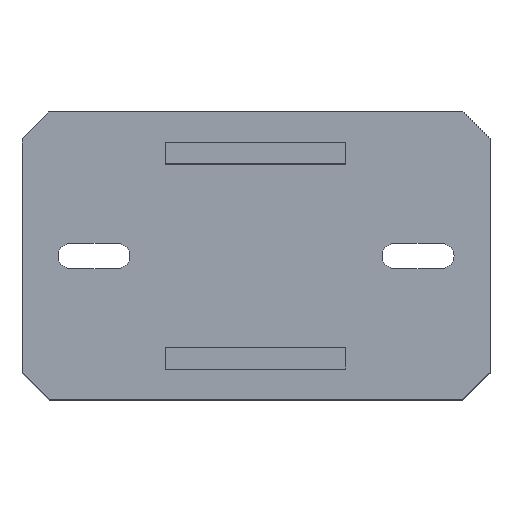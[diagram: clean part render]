
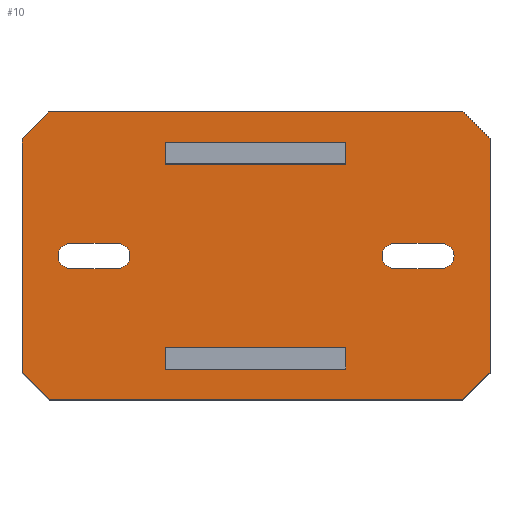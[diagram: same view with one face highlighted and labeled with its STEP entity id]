
A CAD part, top view. The second image highlights one B-rep face of the part: STEP entity #10.
In plain terms, the highlighted planar face has unit normal (0, 0, 1).
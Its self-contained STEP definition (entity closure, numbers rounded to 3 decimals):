
#1 = DIRECTION ( 'NONE',  ( 0.707, -0.707, 0. ) ) ;
#10 = ADVANCED_FACE ( 'NONE', ( #221, #849, #855 ), #444, .T. ) ;
#13 = VECTOR ( 'NONE', #1, 1000. ) ;
#24 = VERTEX_POINT ( 'NONE', #331 ) ;
#31 = CARTESIAN_POINT ( 'NONE',  ( 115., 80., 10. ) ) ;
#48 = DIRECTION ( 'NONE',  ( 1., 0., 0. ) ) ;
#54 = EDGE_CURVE ( 'NONE', #355, #392, #316, .T. ) ;
#75 = EDGE_CURVE ( 'NONE', #392, #308, #748, .T. ) ;
#83 = CARTESIAN_POINT ( 'NONE',  ( 130., 65., 10. ) ) ;
#86 = ORIENTED_EDGE ( 'NONE', *, *, #507, .T. ) ;
#105 = DIRECTION ( 'NONE',  ( -0.707, 0.707, 0. ) ) ;
#108 = DIRECTION ( 'NONE',  ( 1., 0., 0. ) ) ;
#120 = CARTESIAN_POINT ( 'NONE',  ( -77., -7., 10. ) ) ;
#133 = ORIENTED_EDGE ( 'NONE', *, *, #926, .T. ) ;
#138 = AXIS2_PLACEMENT_3D ( 'NONE', #992, #1104, #1190 ) ;
#139 = VERTEX_POINT ( 'NONE', #525 ) ;
#141 = EDGE_CURVE ( 'NONE', #790, #24, #842, .T. ) ;
#147 = ORIENTED_EDGE ( 'NONE', *, *, #731, .T. ) ;
#154 = CARTESIAN_POINT ( 'NONE',  ( 103., -7., 10. ) ) ;
#163 = EDGE_CURVE ( 'NONE', #387, #139, #1082, .T. ) ;
#182 = CARTESIAN_POINT ( 'NONE',  ( 77., -7., 10. ) ) ;
#186 = VERTEX_POINT ( 'NONE', #1131 ) ;
#196 = ORIENTED_EDGE ( 'NONE', *, *, #598, .T. ) ;
#197 = DIRECTION ( 'NONE',  ( 1., 0., 0. ) ) ;
#206 = DIRECTION ( 'NONE',  ( 1., 0., 0. ) ) ;
#221 = FACE_BOUND ( 'NONE', #478, .T. ) ;
#222 = ORIENTED_EDGE ( 'NONE', *, *, #141, .T. ) ;
#233 = EDGE_CURVE ( 'NONE', #785, #888, #1090, .T. ) ;
#248 = ORIENTED_EDGE ( 'NONE', *, *, #1228, .T. ) ;
#256 = DIRECTION ( 'NONE',  ( -1., 0., 0. ) ) ;
#265 = AXIS2_PLACEMENT_3D ( 'NONE', #1244, #538, #337 ) ;
#271 = ORIENTED_EDGE ( 'NONE', *, *, #499, .T. ) ;
#272 = CARTESIAN_POINT ( 'NONE',  ( 103., 7., 10. ) ) ;
#285 = CARTESIAN_POINT ( 'NONE',  ( -77., 0., 10. ) ) ;
#308 = VERTEX_POINT ( 'NONE', #634 ) ;
#316 = LINE ( 'NONE', #628, #13 ) ;
#331 = CARTESIAN_POINT ( 'NONE',  ( -103., 7., 10. ) ) ;
#336 = VECTOR ( 'NONE', #197, 1000. ) ;
#337 = DIRECTION ( 'NONE',  ( 1., 0., 0. ) ) ;
#348 = VECTOR ( 'NONE', #256, 1000. ) ;
#352 = LINE ( 'NONE', #154, #682 ) ;
#355 = VERTEX_POINT ( 'NONE', #588 ) ;
#360 = CARTESIAN_POINT ( 'NONE',  ( -103., -7., 10. ) ) ;
#370 = VERTEX_POINT ( 'NONE', #1025 ) ;
#387 = VERTEX_POINT ( 'NONE', #182 ) ;
#392 = VERTEX_POINT ( 'NONE', #1121 ) ;
#395 = AXIS2_PLACEMENT_3D ( 'NONE', #840, #1056, #953 ) ;
#419 = ORIENTED_EDGE ( 'NONE', *, *, #643, .T. ) ;
#434 = AXIS2_PLACEMENT_3D ( 'NONE', #1337, #1139, #206 ) ;
#436 = LINE ( 'NONE', #120, #1324 ) ;
#439 = ORIENTED_EDGE ( 'NONE', *, *, #54, .T. ) ;
#444 = PLANE ( 'NONE',  #607 ) ;
#448 = AXIS2_PLACEMENT_3D ( 'NONE', #285, #464, #48 ) ;
#455 = EDGE_CURVE ( 'NONE', #562, #661, #905, .T. ) ;
#464 = DIRECTION ( 'NONE',  ( 0., 0., -1. ) ) ;
#478 = EDGE_LOOP ( 'NONE', ( #196, #770, #86, #147, #222 ) ) ;
#487 = ORIENTED_EDGE ( 'NONE', *, *, #660, .T. ) ;
#499 = EDGE_CURVE ( 'NONE', #308, #749, #789, .T. ) ;
#507 = EDGE_CURVE ( 'NONE', #661, #370, #1318, .T. ) ;
#515 = DIRECTION ( 'NONE',  ( 1., 0., 0. ) ) ;
#525 = CARTESIAN_POINT ( 'NONE',  ( 77., 7., 10. ) ) ;
#538 = DIRECTION ( 'NONE',  ( 0., 0., -1. ) ) ;
#551 = VERTEX_POINT ( 'NONE', #83 ) ;
#560 = CARTESIAN_POINT ( 'NONE',  ( 130., -65., 10. ) ) ;
#562 = VERTEX_POINT ( 'NONE', #626 ) ;
#588 = CARTESIAN_POINT ( 'NONE',  ( -130., -65., 10. ) ) ;
#598 = EDGE_CURVE ( 'NONE', #24, #562, #709, .T. ) ;
#606 = AXIS2_PLACEMENT_3D ( 'NONE', #1232, #627, #515 ) ;
#607 = AXIS2_PLACEMENT_3D ( 'NONE', #837, #621, #1147 ) ;
#611 = LINE ( 'NONE', #1336, #1167 ) ;
#618 = LINE ( 'NONE', #1033, #1229 ) ;
#621 = DIRECTION ( 'NONE',  ( 0., 0., 1. ) ) ;
#626 = CARTESIAN_POINT ( 'NONE',  ( -77., 7., 10. ) ) ;
#627 = DIRECTION ( 'NONE',  ( 0., 0., -1. ) ) ;
#628 = CARTESIAN_POINT ( 'NONE',  ( -130., -65., 10. ) ) ;
#634 = CARTESIAN_POINT ( 'NONE',  ( 115., -80., 10. ) ) ;
#635 = EDGE_CURVE ( 'NONE', #749, #551, #611, .T. ) ;
#643 = EDGE_CURVE ( 'NONE', #186, #355, #1026, .T. ) ;
#650 = VECTOR ( 'NONE', #706, 1000. ) ;
#660 = EDGE_CURVE ( 'NONE', #551, #1277, #618, .T. ) ;
#661 = VERTEX_POINT ( 'NONE', #1151 ) ;
#682 = VECTOR ( 'NONE', #1081, 1000. ) ;
#695 = CARTESIAN_POINT ( 'NONE',  ( -115., 80., 10. ) ) ;
#706 = DIRECTION ( 'NONE',  ( -0.707, -0.707, 0. ) ) ;
#709 = LINE ( 'NONE', #913, #1101 ) ;
#717 = LINE ( 'NONE', #1135, #336 ) ;
#731 = EDGE_CURVE ( 'NONE', #370, #790, #436, .T. ) ;
#743 = CARTESIAN_POINT ( 'NONE',  ( 103., -7., 10. ) ) ;
#748 = LINE ( 'NONE', #1037, #780 ) ;
#749 = VERTEX_POINT ( 'NONE', #560 ) ;
#770 = ORIENTED_EDGE ( 'NONE', *, *, #455, .T. ) ;
#780 = VECTOR ( 'NONE', #108, 1000. ) ;
#785 = VERTEX_POINT ( 'NONE', #874 ) ;
#789 = LINE ( 'NONE', #1212, #858 ) ;
#790 = VERTEX_POINT ( 'NONE', #360 ) ;
#827 = DIRECTION ( 'NONE',  ( 0., 1., 0. ) ) ;
#837 = CARTESIAN_POINT ( 'NONE',  ( -115., 80., 10. ) ) ;
#840 = CARTESIAN_POINT ( 'NONE',  ( 103., 0., 10. ) ) ;
#842 = CIRCLE ( 'NONE', #606, 7. ) ;
#849 = FACE_BOUND ( 'NONE', #1254, .T. ) ;
#855 = FACE_OUTER_BOUND ( 'NONE', #980, .T. ) ;
#856 = VERTEX_POINT ( 'NONE', #1262 ) ;
#858 = VECTOR ( 'NONE', #1295, 1000. ) ;
#873 = CIRCLE ( 'NONE', #395, 7. ) ;
#874 = CARTESIAN_POINT ( 'NONE',  ( 110., 0., 10. ) ) ;
#888 = VERTEX_POINT ( 'NONE', #743 ) ;
#889 = ORIENTED_EDGE ( 'NONE', *, *, #1010, .T. ) ;
#903 = LINE ( 'NONE', #695, #650 ) ;
#905 = CIRCLE ( 'NONE', #448, 7. ) ;
#913 = CARTESIAN_POINT ( 'NONE',  ( -103., 7., 10. ) ) ;
#926 = EDGE_CURVE ( 'NONE', #1119, #785, #873, .T. ) ;
#950 = EDGE_CURVE ( 'NONE', #139, #1119, #717, .T. ) ;
#953 = DIRECTION ( 'NONE',  ( 1., 0., 0. ) ) ;
#968 = LINE ( 'NONE', #31, #348 ) ;
#980 = EDGE_LOOP ( 'NONE', ( #419, #439, #1134, #271, #1225, #487, #1298, #248 ) ) ;
#989 = VECTOR ( 'NONE', #1224, 1000. ) ;
#992 = CARTESIAN_POINT ( 'NONE',  ( -77., 0., 10. ) ) ;
#993 = ORIENTED_EDGE ( 'NONE', *, *, #950, .T. ) ;
#1010 = EDGE_CURVE ( 'NONE', #888, #387, #352, .T. ) ;
#1024 = CARTESIAN_POINT ( 'NONE',  ( 115., 80., 10. ) ) ;
#1025 = CARTESIAN_POINT ( 'NONE',  ( -77., -7., 10. ) ) ;
#1026 = LINE ( 'NONE', #1249, #989 ) ;
#1033 = CARTESIAN_POINT ( 'NONE',  ( 130., 65., 10. ) ) ;
#1037 = CARTESIAN_POINT ( 'NONE',  ( -115., -80., 10. ) ) ;
#1056 = DIRECTION ( 'NONE',  ( 0., 0., -1. ) ) ;
#1078 = EDGE_CURVE ( 'NONE', #1277, #856, #968, .T. ) ;
#1081 = DIRECTION ( 'NONE',  ( -1., 0., 0. ) ) ;
#1082 = CIRCLE ( 'NONE', #434, 7. ) ;
#1086 = ORIENTED_EDGE ( 'NONE', *, *, #163, .T. ) ;
#1090 = CIRCLE ( 'NONE', #265, 7. ) ;
#1101 = VECTOR ( 'NONE', #1347, 1000. ) ;
#1104 = DIRECTION ( 'NONE',  ( 0., 0., -1. ) ) ;
#1119 = VERTEX_POINT ( 'NONE', #272 ) ;
#1121 = CARTESIAN_POINT ( 'NONE',  ( -115., -80., 10. ) ) ;
#1131 = CARTESIAN_POINT ( 'NONE',  ( -130., 65., 10. ) ) ;
#1134 = ORIENTED_EDGE ( 'NONE', *, *, #75, .T. ) ;
#1135 = CARTESIAN_POINT ( 'NONE',  ( 77., 7., 10. ) ) ;
#1139 = DIRECTION ( 'NONE',  ( 0., 0., -1. ) ) ;
#1147 = DIRECTION ( 'NONE',  ( 1., 0., 0. ) ) ;
#1151 = CARTESIAN_POINT ( 'NONE',  ( -70., 0., 10. ) ) ;
#1163 = DIRECTION ( 'NONE',  ( -1., 0., 0. ) ) ;
#1167 = VECTOR ( 'NONE', #827, 1000. ) ;
#1190 = DIRECTION ( 'NONE',  ( 1., 0., 0. ) ) ;
#1205 = ORIENTED_EDGE ( 'NONE', *, *, #233, .T. ) ;
#1212 = CARTESIAN_POINT ( 'NONE',  ( 115., -80., 10. ) ) ;
#1224 = DIRECTION ( 'NONE',  ( 0., -1., 0. ) ) ;
#1225 = ORIENTED_EDGE ( 'NONE', *, *, #635, .T. ) ;
#1228 = EDGE_CURVE ( 'NONE', #856, #186, #903, .T. ) ;
#1229 = VECTOR ( 'NONE', #105, 1000. ) ;
#1232 = CARTESIAN_POINT ( 'NONE',  ( -103., 0., 10. ) ) ;
#1244 = CARTESIAN_POINT ( 'NONE',  ( 103., 0., 10. ) ) ;
#1249 = CARTESIAN_POINT ( 'NONE',  ( -130., 65., 10. ) ) ;
#1254 = EDGE_LOOP ( 'NONE', ( #889, #1086, #993, #133, #1205 ) ) ;
#1262 = CARTESIAN_POINT ( 'NONE',  ( -115., 80., 10. ) ) ;
#1277 = VERTEX_POINT ( 'NONE', #1024 ) ;
#1295 = DIRECTION ( 'NONE',  ( 0.707, 0.707, 0. ) ) ;
#1298 = ORIENTED_EDGE ( 'NONE', *, *, #1078, .T. ) ;
#1318 = CIRCLE ( 'NONE', #138, 7. ) ;
#1324 = VECTOR ( 'NONE', #1163, 1000. ) ;
#1336 = CARTESIAN_POINT ( 'NONE',  ( 130., -65., 10. ) ) ;
#1337 = CARTESIAN_POINT ( 'NONE',  ( 77., 0., 10. ) ) ;
#1347 = DIRECTION ( 'NONE',  ( 1., 0., 0. ) ) ;
